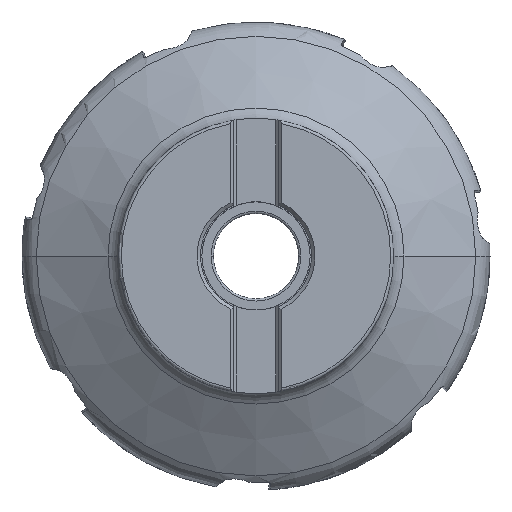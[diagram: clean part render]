
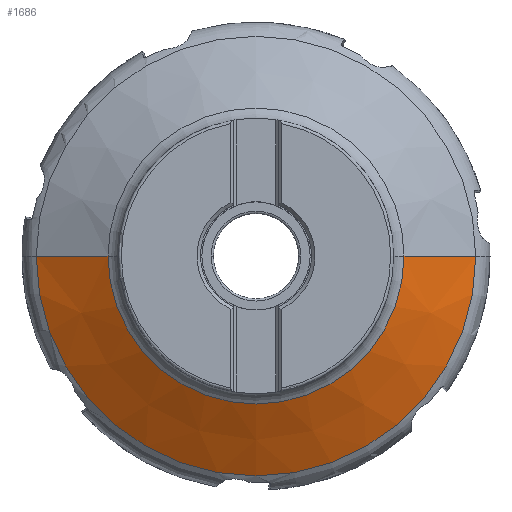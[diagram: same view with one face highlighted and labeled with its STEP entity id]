
A CAD part, top view. The second image highlights one B-rep face of the part: STEP entity #1686.
In plain terms, the highlighted conical face has half-angle 60 degrees and reference radius 64.702 mm.
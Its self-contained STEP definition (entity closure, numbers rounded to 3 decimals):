
#1686=ADVANCED_FACE('',(#2800),#2368,.T.);
#2368=CONICAL_SURFACE('',#18839,64.702,60.);
#2800=FACE_OUTER_BOUND('',#3870,.T.);
#3870=EDGE_LOOP('',(#9591,#9592,#9593,#9594));
#5989=LINE('',#46113,#6786);
#5990=LINE('',#46117,#6787);
#6786=VECTOR('',#21623,1.);
#6787=VECTOR('',#21626,1.);
#9591=ORIENTED_EDGE('',*,*,#15412,.T.);
#9592=ORIENTED_EDGE('',*,*,#15631,.F.);
#9593=ORIENTED_EDGE('',*,*,#15632,.F.);
#9594=ORIENTED_EDGE('',*,*,#15633,.T.);
#13150=VERTEX_POINT('',#33033);
#13151=VERTEX_POINT('',#33035);
#13529=VERTEX_POINT('',#46114);
#13530=VERTEX_POINT('',#46116);
#15412=EDGE_CURVE('',#13150,#13151,#17275,.T.);
#15631=EDGE_CURVE('',#13529,#13151,#5989,.T.);
#15632=EDGE_CURVE('',#13530,#13529,#17314,.T.);
#15633=EDGE_CURVE('',#13530,#13150,#5990,.T.);
#17275=CIRCLE('',#18713,77.334);
#17314=CIRCLE('',#18838,52.071);
#18713=AXIS2_PLACEMENT_3D('',#41253,#21281,#21282);
#18838=AXIS2_PLACEMENT_3D('',#46115,#21624,#21625);
#18839=AXIS2_PLACEMENT_3D('',#46118,#21627,#21628);
#21281=DIRECTION('',(0.,0.,1.));
#21282=DIRECTION('',(-1.,0.,0.));
#21623=DIRECTION('',(0.866,0.,-0.5));
#21624=DIRECTION('',(0.,0.,1.));
#21625=DIRECTION('',(-1.,0.,0.));
#21626=DIRECTION('',(-0.866,0.,-0.5));
#21627=DIRECTION('',(0.,0.,-1.));
#21628=DIRECTION('',(1.,0.,0.));
#33033=CARTESIAN_POINT('',(-77.334,0.,-38.615));
#33035=CARTESIAN_POINT('',(77.334,0.,-38.615));
#41253=CARTESIAN_POINT('',(0.,0.,-38.615));
#46113=CARTESIAN_POINT('',(77.334,0.,-38.615));
#46114=CARTESIAN_POINT('',(52.071,0.,-24.029));
#46115=CARTESIAN_POINT('',(0.,0.,-24.029));
#46116=CARTESIAN_POINT('',(-52.071,0.,-24.029));
#46117=CARTESIAN_POINT('',(-77.334,0.,-38.615));
#46118=CARTESIAN_POINT('',(0.,0.,-31.322));
